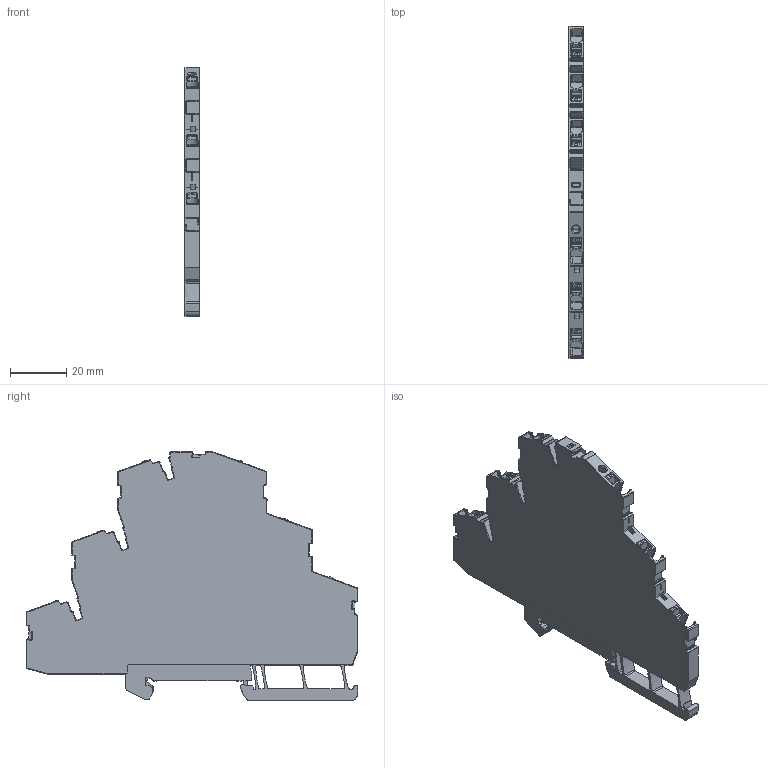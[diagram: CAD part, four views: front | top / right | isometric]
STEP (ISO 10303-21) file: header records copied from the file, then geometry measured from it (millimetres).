
FILE_DESCRIPTION(('CATIA V5 STEP Exchange','CAx-IF Rec.Pracs.--- Model Styling and Organization---1.5--- 2016-08-15','CAx-IF Rec.Pracs.---Supplemental Geometry---1.0---2011-11-01','CAx-IF Rec.Pracs.--- Composite Materials ---1.1---2010-07-15'),'2;1');
FILE_NAME ('1482444-5_0', '2024-10-22T13:32:46+00:00', ('none'), ('Weidmueller'), 'CATIA Version 5-6 Release 2022 SP4 HF5', 'CATIA V5 STEP AP214 v3', 'none');
FILE_SCHEMA(('AUTOMOTIVE_DESIGN { 1 0 10303 214 1 1 1 1 }'));
Products named in the file (1): 2902590000
Bounding box: 5.1 x 118.39 x 88.75 mm (x, y, z)
Volume: 32794.8 mm3; surface area: 19610.8 mm2
Topology: 1 solids, 2 shells, 1636 faces, 4650 edges, 3046 vertices
Faces by surface type: plane 797, cylinder 739, bspline 57, torus 34, cone 6, sphere 3
Entity records: 58281 total; most frequent: CARTESIAN_POINT 15960, ORIENTED_EDGE 9296, DIRECTION 7046, EDGE_CURVE 4648, VERTEX_POINT 3046, VECTOR 2973, LINE 2973, AXIS2_PLACEMENT_3D 2668
